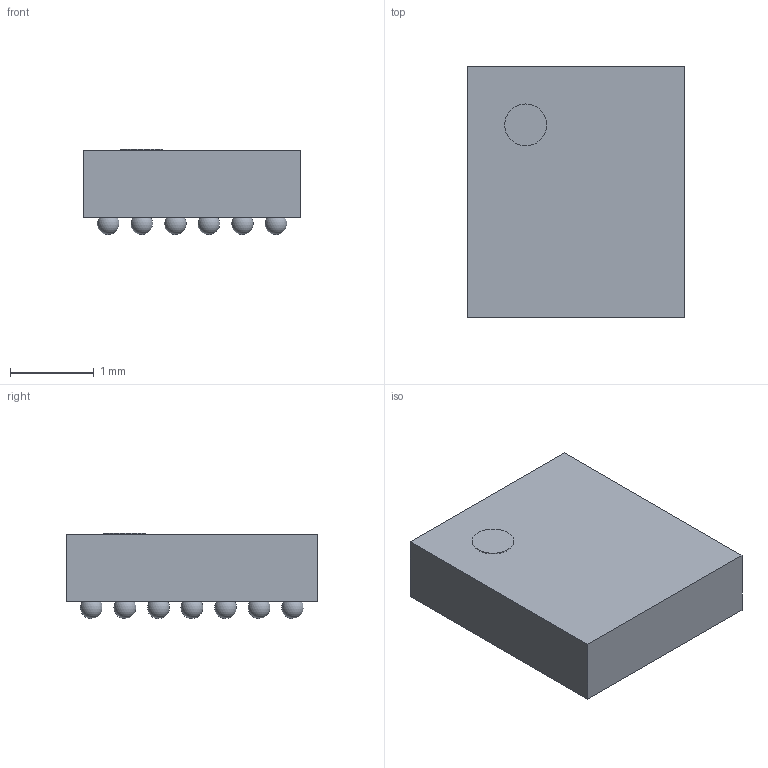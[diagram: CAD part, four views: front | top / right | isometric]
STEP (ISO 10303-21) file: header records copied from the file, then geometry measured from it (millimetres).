
FILE_DESCRIPTION(/* description */ ('model of NXP_VFBGA-42_2.6x3mm_Layout6x7_P0.4mm_Ball0.25mm_Pad0.24mm'),/* implementation_level */ '2;1');
FILE_NAME(/* name */ 'NXP_VFBGA-42_2.6x3mm_Layout6x7_P0.4mm_Ball0.25mm_Pad0.24mm.step',/* time_stamp */ '2023-01-09T20:14:40',/* author */ ('KiCAD','kicad'),/* organization */ ('OCCT'),/* preprocessor_version */ '',/* originating_system */ 'KiCAD',/* authorisation */ '');
FILE_SCHEMA(('AUTOMOTIVE_DESIGN { 1 0 10303 214 1 1 1 1 }'));
Length unit declared in the file: millimetre
Products named in the file (9): CQ assembly; dcf476be-9051-11ed-ba38-acde48001122; dcf476be-9051-11ed-ba38-acde48001122_part; dcf60bf0-9051-11ed-ba38-acde48001122; dcf60bf0-9051-11ed-ba38-acde48001122_part; dcf60fd8-9051-11ed-ba38-acde48001122; dcf60fd8-9051-11ed-ba38-acde48001122_part; dcf6115e-9051-11ed-ba38-acde48001122; dcf6115e-9051-11ed-ba38-acde48001122_part
Assembly tree (8 placements, depth 4):
  CQ assembly
    dcf476be-9051-11ed-ba38-acde48001122
      dcf476be-9051-11ed-ba38-acde48001122_part
      dcf60bf0-9051-11ed-ba38-acde48001122
        dcf60bf0-9051-11ed-ba38-acde48001122_part
      dcf60fd8-9051-11ed-ba38-acde48001122
        dcf60fd8-9051-11ed-ba38-acde48001122_part
      dcf6115e-9051-11ed-ba38-acde48001122
        dcf6115e-9051-11ed-ba38-acde48001122_part
Bounding box: 2.6 x 3 x 1.02 mm (x, y, z)
Volume: 6.6 mm3; surface area: 34.5 mm2
Topology: 44 solids, 44 shells, 93 faces, 267 edges, 178 vertices
Faces by surface type: sphere 84, plane 8, cylinder 1
Full cylindrical faces by diameter (mm): 0.5 x1
Entity records: 2441 total; most frequent: DIRECTION 389, CARTESIAN_POINT 337, ORIENTED_EDGE 198, AXIS2_PLACEMENT_3D 188, VERTEX_POINT 136, FACE_BOUND 135, EDGE_CURVE 99, ADVANCED_FACE 93
